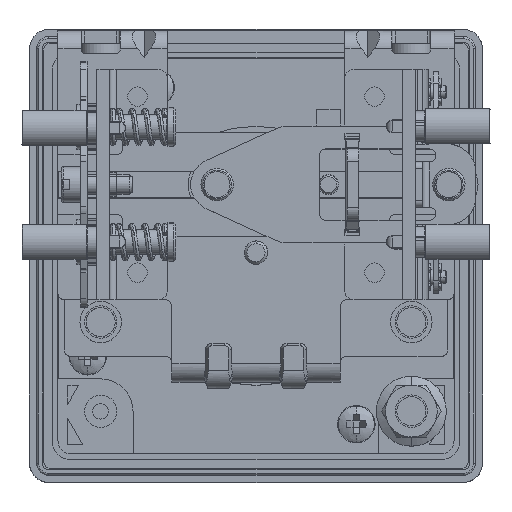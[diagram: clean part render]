
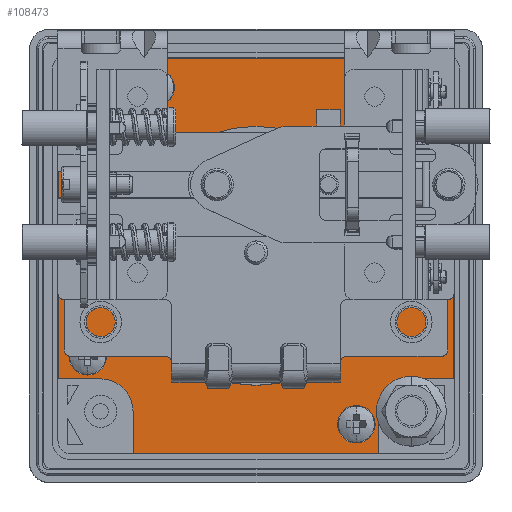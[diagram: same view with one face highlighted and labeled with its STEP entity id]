
A CAD part, top view. The second image highlights one B-rep face of the part: STEP entity #108473.
In plain terms, the highlighted face is planar.
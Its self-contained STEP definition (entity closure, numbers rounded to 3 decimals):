
#102142=CARTESIAN_POINT('',(-24.,-24.,0.5));
#102143=DIRECTION('',(0.,0.,-1.));
#102144=DIRECTION('',(0.,1.,0.));
#102145=AXIS2_PLACEMENT_3D('',#102142,#102143,#102144);
#102147=CARTESIAN_POINT('',(24.,-24.,0.5));
#102148=DIRECTION('',(0.,0.,-1.));
#102149=DIRECTION('',(-1.,0.,0.));
#102150=AXIS2_PLACEMENT_3D('',#102147,#102148,#102149);
#102152=CARTESIAN_POINT('',(24.,24.,0.5));
#102153=DIRECTION('',(0.,0.,-1.));
#102154=DIRECTION('',(0.,-1.,0.));
#102155=AXIS2_PLACEMENT_3D('',#102152,#102153,#102154);
#102157=CARTESIAN_POINT('',(-24.,24.,0.5));
#102158=DIRECTION('',(0.,0.,-1.));
#102159=DIRECTION('',(1.,0.,0.));
#102160=AXIS2_PLACEMENT_3D('',#102157,#102158,#102159);
#102162=CARTESIAN_POINT('',(0.,0.,0.5));
#102163=DIRECTION('',(0.,0.,-1.));
#102164=DIRECTION('',(0.,1.,0.));
#102165=AXIS2_PLACEMENT_3D('',#102162,#102163,#102164);
#102167=CARTESIAN_POINT('',(0.,0.,0.5));
#102168=DIRECTION('',(0.,0.,-1.));
#102169=DIRECTION('',(1.,0.,0.));
#102170=AXIS2_PLACEMENT_3D('',#102167,#102168,#102169);
#102172=CARTESIAN_POINT('',(0.,0.,0.5));
#102173=DIRECTION('',(0.,0.,-1.));
#102174=DIRECTION('',(0.,-1.,0.));
#102175=AXIS2_PLACEMENT_3D('',#102172,#102173,#102174);
#102177=CARTESIAN_POINT('',(0.,0.,0.5));
#102178=DIRECTION('',(0.,0.,-1.));
#102179=DIRECTION('',(-1.,0.,0.));
#102180=AXIS2_PLACEMENT_3D('',#102177,#102178,#102179);
#102182=CARTESIAN_POINT('',(-26.,15.5,0.5));
#102183=DIRECTION('',(0.,0.,-1.));
#102184=DIRECTION('',(0.,-1.,0.));
#102185=AXIS2_PLACEMENT_3D('',#102182,#102183,#102184);
#102187=CARTESIAN_POINT('',(-26.,15.5,0.5));
#102188=DIRECTION('',(0.,0.,-1.));
#102189=DIRECTION('',(0.,1.,0.));
#102190=AXIS2_PLACEMENT_3D('',#102187,#102188,#102189);
#102192=CARTESIAN_POINT('',(-15.5,-26.,0.5));
#102193=DIRECTION('',(0.,0.,-1.));
#102194=DIRECTION('',(0.,-1.,0.));
#102195=AXIS2_PLACEMENT_3D('',#102192,#102193,#102194);
#102197=CARTESIAN_POINT('',(-15.5,-26.,0.5));
#102198=DIRECTION('',(0.,0.,-1.));
#102199=DIRECTION('',(0.,1.,0.));
#102200=AXIS2_PLACEMENT_3D('',#102197,#102198,#102199);
#102202=CARTESIAN_POINT('',(15.5,26.,0.5));
#102203=DIRECTION('',(0.,0.,-1.));
#102204=DIRECTION('',(0.,-1.,0.));
#102205=AXIS2_PLACEMENT_3D('',#102202,#102203,#102204);
#102207=CARTESIAN_POINT('',(15.5,26.,0.5));
#102208=DIRECTION('',(0.,0.,-1.));
#102209=DIRECTION('',(0.,1.,0.));
#102210=AXIS2_PLACEMENT_3D('',#102207,#102208,#102209);
#102212=CARTESIAN_POINT('',(26.,-15.5,0.5));
#102213=DIRECTION('',(0.,0.,-1.));
#102214=DIRECTION('',(0.,-1.,0.));
#102215=AXIS2_PLACEMENT_3D('',#102212,#102213,#102214);
#102217=CARTESIAN_POINT('',(26.,-15.5,0.5));
#102218=DIRECTION('',(0.,0.,-1.));
#102219=DIRECTION('',(0.,1.,0.));
#102220=AXIS2_PLACEMENT_3D('',#102217,#102218,#102219);
#102226=DIRECTION('',(1.,0.,0.));
#102227=VECTOR('',#102226,6.5);
#102228=CARTESIAN_POINT('',(-30.5,19.,0.5));
#102229=LINE('',#102228,#102227);
#102234=DIRECTION('',(0.,1.,0.));
#102235=VECTOR('',#102234,38.);
#102236=CARTESIAN_POINT('',(-30.5,-19.,0.5));
#102237=LINE('',#102236,#102235);
#102238=DIRECTION('',(-1.,0.,0.));
#102239=VECTOR('',#102238,6.5);
#102240=CARTESIAN_POINT('',(-24.,-19.,0.5));
#102241=LINE('',#102240,#102239);
#102254=DIRECTION('',(0.,1.,0.));
#102255=VECTOR('',#102254,6.5);
#102256=CARTESIAN_POINT('',(-19.,-30.5,0.5));
#102257=LINE('',#102256,#102255);
#102262=DIRECTION('',(-1.,0.,0.));
#102263=VECTOR('',#102262,38.);
#102264=CARTESIAN_POINT('',(19.,-30.5,0.5));
#102265=LINE('',#102264,#102263);
#102266=DIRECTION('',(0.,-1.,0.));
#102267=VECTOR('',#102266,6.5);
#102268=CARTESIAN_POINT('',(19.,-24.,0.5));
#102269=LINE('',#102268,#102267);
#102282=DIRECTION('',(-1.,0.,0.));
#102283=VECTOR('',#102282,6.5);
#102284=CARTESIAN_POINT('',(30.5,-19.,0.5));
#102285=LINE('',#102284,#102283);
#102290=DIRECTION('',(0.,-1.,0.));
#102291=VECTOR('',#102290,38.);
#102292=CARTESIAN_POINT('',(30.5,19.,0.5));
#102293=LINE('',#102292,#102291);
#102294=DIRECTION('',(1.,0.,0.));
#102295=VECTOR('',#102294,6.5);
#102296=CARTESIAN_POINT('',(24.,19.,0.5));
#102297=LINE('',#102296,#102295);
#102310=DIRECTION('',(0.,-1.,0.));
#102311=VECTOR('',#102310,6.5);
#102312=CARTESIAN_POINT('',(19.,30.5,0.5));
#102313=LINE('',#102312,#102311);
#102318=DIRECTION('',(1.,0.,0.));
#102319=VECTOR('',#102318,38.);
#102320=CARTESIAN_POINT('',(-19.,30.5,0.5));
#102321=LINE('',#102320,#102319);
#102322=DIRECTION('',(0.,1.,0.));
#102323=VECTOR('',#102322,6.5);
#102324=CARTESIAN_POINT('',(-19.,24.,0.5));
#102325=LINE('',#102324,#102323);
#104012=CARTESIAN_POINT('',(0.,-20.,0.5));
#104013=VERTEX_POINT('',#104012);
#104014=CARTESIAN_POINT('',(20.,0.,0.5));
#104015=VERTEX_POINT('',#104014);
#104016=CARTESIAN_POINT('',(0.,20.,0.5));
#104017=VERTEX_POINT('',#104016);
#104022=CARTESIAN_POINT('',(-20.,0.,0.5));
#104023=VERTEX_POINT('',#104022);
#104024=CARTESIAN_POINT('',(-30.5,19.,0.5));
#104025=CARTESIAN_POINT('',(-24.,19.,0.5));
#104026=VERTEX_POINT('',#104024);
#104027=VERTEX_POINT('',#104025);
#104028=CARTESIAN_POINT('',(-30.5,-19.,0.5));
#104029=VERTEX_POINT('',#104028);
#104030=CARTESIAN_POINT('',(-24.,-19.,0.5));
#104031=VERTEX_POINT('',#104030);
#104032=CARTESIAN_POINT('',(-19.,-24.,0.5));
#104033=VERTEX_POINT('',#104032);
#104034=CARTESIAN_POINT('',(-19.,-30.5,0.5));
#104035=VERTEX_POINT('',#104034);
#104036=CARTESIAN_POINT('',(19.,-30.5,0.5));
#104037=VERTEX_POINT('',#104036);
#104038=CARTESIAN_POINT('',(19.,-24.,0.5));
#104039=VERTEX_POINT('',#104038);
#104040=CARTESIAN_POINT('',(24.,-19.,0.5));
#104041=VERTEX_POINT('',#104040);
#104042=CARTESIAN_POINT('',(30.5,-19.,0.5));
#104043=VERTEX_POINT('',#104042);
#104044=CARTESIAN_POINT('',(30.5,19.,0.5));
#104045=VERTEX_POINT('',#104044);
#104046=CARTESIAN_POINT('',(24.,19.,0.5));
#104047=VERTEX_POINT('',#104046);
#104048=CARTESIAN_POINT('',(19.,24.,0.5));
#104049=VERTEX_POINT('',#104048);
#104050=CARTESIAN_POINT('',(19.,30.5,0.5));
#104051=VERTEX_POINT('',#104050);
#104052=CARTESIAN_POINT('',(-19.,30.5,0.5));
#104053=VERTEX_POINT('',#104052);
#104054=CARTESIAN_POINT('',(-19.,24.,0.5));
#104055=VERTEX_POINT('',#104054);
#104056=CARTESIAN_POINT('',(-26.,12.6,0.5));
#104057=CARTESIAN_POINT('',(-26.,18.4,0.5));
#104058=VERTEX_POINT('',#104056);
#104059=VERTEX_POINT('',#104057);
#104060=CARTESIAN_POINT('',(-15.5,-28.9,0.5));
#104061=CARTESIAN_POINT('',(-15.5,-23.1,0.5));
#104062=VERTEX_POINT('',#104060);
#104063=VERTEX_POINT('',#104061);
#104064=CARTESIAN_POINT('',(15.5,23.1,0.5));
#104065=CARTESIAN_POINT('',(15.5,28.9,0.5));
#104066=VERTEX_POINT('',#104064);
#104067=VERTEX_POINT('',#104065);
#104068=CARTESIAN_POINT('',(26.,-18.4,0.5));
#104069=CARTESIAN_POINT('',(26.,-12.6,0.5));
#104070=VERTEX_POINT('',#104068);
#104071=VERTEX_POINT('',#104069);
#108404=CARTESIAN_POINT('',(0.,0.,0.5));
#108405=DIRECTION('',(0.,0.,-1.));
#108406=DIRECTION('',(0.,-1.,0.));
#108407=AXIS2_PLACEMENT_3D('',#108404,#108405,#108406);
#108408=PLANE('',#108407);
#108410=ORIENTED_EDGE('',*,*,#108409,.F.);
#108412=ORIENTED_EDGE('',*,*,#108411,.F.);
#108414=ORIENTED_EDGE('',*,*,#108413,.F.);
#108416=ORIENTED_EDGE('',*,*,#108415,.T.);
#108418=ORIENTED_EDGE('',*,*,#108417,.F.);
#108420=ORIENTED_EDGE('',*,*,#108419,.F.);
#108422=ORIENTED_EDGE('',*,*,#108421,.F.);
#108424=ORIENTED_EDGE('',*,*,#108423,.T.);
#108426=ORIENTED_EDGE('',*,*,#108425,.F.);
#108428=ORIENTED_EDGE('',*,*,#108427,.F.);
#108430=ORIENTED_EDGE('',*,*,#108429,.F.);
#108432=ORIENTED_EDGE('',*,*,#108431,.T.);
#108434=ORIENTED_EDGE('',*,*,#108433,.F.);
#108436=ORIENTED_EDGE('',*,*,#108435,.F.);
#108438=ORIENTED_EDGE('',*,*,#108437,.F.);
#108440=ORIENTED_EDGE('',*,*,#108439,.T.);
#108441=EDGE_LOOP('',(#108410,#108412,#108414,#108416,#108418,#108420,#108422,
#108424,#108426,#108428,#108430,#108432,#108434,#108436,#108438,#108440));
#108442=FACE_OUTER_BOUND('',#108441,.F.);
#108443=ORIENTED_EDGE('',*,*,#108359,.T.);
#108444=ORIENTED_EDGE('',*,*,#108357,.T.);
#108445=ORIENTED_EDGE('',*,*,#108388,.T.);
#108446=ORIENTED_EDGE('',*,*,#108386,.T.);
#108447=EDGE_LOOP('',(#108443,#108444,#108445,#108446));
#108448=FACE_BOUND('',#108447,.F.);
#108450=ORIENTED_EDGE('',*,*,#108449,.T.);
#108452=ORIENTED_EDGE('',*,*,#108451,.T.);
#108453=EDGE_LOOP('',(#108450,#108452));
#108454=FACE_BOUND('',#108453,.F.);
#108456=ORIENTED_EDGE('',*,*,#108455,.T.);
#108458=ORIENTED_EDGE('',*,*,#108457,.T.);
#108459=EDGE_LOOP('',(#108456,#108458));
#108460=FACE_BOUND('',#108459,.F.);
#108462=ORIENTED_EDGE('',*,*,#108461,.T.);
#108464=ORIENTED_EDGE('',*,*,#108463,.T.);
#108465=EDGE_LOOP('',(#108462,#108464));
#108466=FACE_BOUND('',#108465,.F.);
#108468=ORIENTED_EDGE('',*,*,#108467,.T.);
#108470=ORIENTED_EDGE('',*,*,#108469,.T.);
#108471=EDGE_LOOP('',(#108468,#108470));
#108472=FACE_BOUND('',#108471,.F.);
#108473=ADVANCED_FACE('',(#108442,#108448,#108454,#108460,#108466,#108472),
#108408,.T.);
#102146=CIRCLE('',#102145,5.);
#102151=CIRCLE('',#102150,5.);
#102156=CIRCLE('',#102155,5.);
#102161=CIRCLE('',#102160,5.);
#102166=CIRCLE('',#102165,20.);
#102171=CIRCLE('',#102170,20.);
#102176=CIRCLE('',#102175,20.);
#102181=CIRCLE('',#102180,20.);
#102186=CIRCLE('',#102185,2.9);
#102191=CIRCLE('',#102190,2.9);
#102196=CIRCLE('',#102195,2.9);
#102201=CIRCLE('',#102200,2.9);
#102206=CIRCLE('',#102205,2.9);
#102211=CIRCLE('',#102210,2.9);
#102216=CIRCLE('',#102215,2.9);
#102221=CIRCLE('',#102220,2.9);
#108357=EDGE_CURVE('',#104015,#104013,#102171,.T.);
#108359=EDGE_CURVE('',#104017,#104015,#102166,.T.);
#108386=EDGE_CURVE('',#104023,#104017,#102181,.T.);
#108388=EDGE_CURVE('',#104013,#104023,#102176,.T.);
#108409=EDGE_CURVE('',#104026,#104027,#102229,.T.);
#108411=EDGE_CURVE('',#104029,#104026,#102237,.T.);
#108413=EDGE_CURVE('',#104031,#104029,#102241,.T.);
#108415=EDGE_CURVE('',#104031,#104033,#102146,.T.);
#108417=EDGE_CURVE('',#104035,#104033,#102257,.T.);
#108419=EDGE_CURVE('',#104037,#104035,#102265,.T.);
#108421=EDGE_CURVE('',#104039,#104037,#102269,.T.);
#108423=EDGE_CURVE('',#104039,#104041,#102151,.T.);
#108425=EDGE_CURVE('',#104043,#104041,#102285,.T.);
#108427=EDGE_CURVE('',#104045,#104043,#102293,.T.);
#108429=EDGE_CURVE('',#104047,#104045,#102297,.T.);
#108431=EDGE_CURVE('',#104047,#104049,#102156,.T.);
#108433=EDGE_CURVE('',#104051,#104049,#102313,.T.);
#108435=EDGE_CURVE('',#104053,#104051,#102321,.T.);
#108437=EDGE_CURVE('',#104055,#104053,#102325,.T.);
#108439=EDGE_CURVE('',#104055,#104027,#102161,.T.);
#108449=EDGE_CURVE('',#104058,#104059,#102186,.T.);
#108451=EDGE_CURVE('',#104059,#104058,#102191,.T.);
#108455=EDGE_CURVE('',#104062,#104063,#102196,.T.);
#108457=EDGE_CURVE('',#104063,#104062,#102201,.T.);
#108461=EDGE_CURVE('',#104066,#104067,#102206,.T.);
#108463=EDGE_CURVE('',#104067,#104066,#102211,.T.);
#108467=EDGE_CURVE('',#104070,#104071,#102216,.T.);
#108469=EDGE_CURVE('',#104071,#104070,#102221,.T.);
